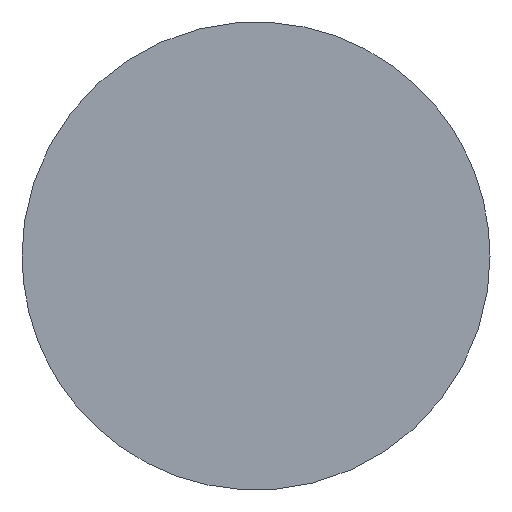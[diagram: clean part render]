
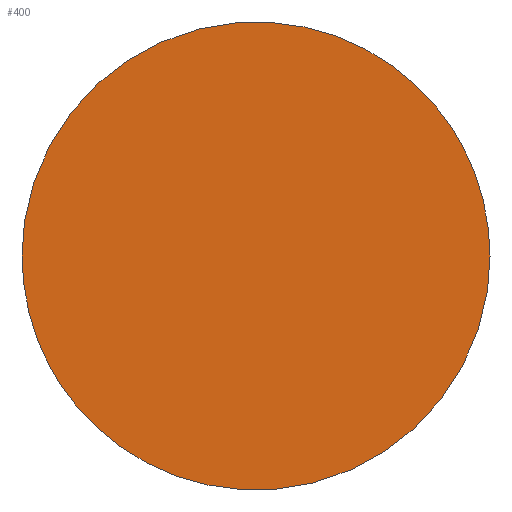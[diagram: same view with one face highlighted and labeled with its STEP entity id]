
A CAD part, top view. The second image highlights one B-rep face of the part: STEP entity #400.
In plain terms, the highlighted planar face has unit normal (0, 0, 1).
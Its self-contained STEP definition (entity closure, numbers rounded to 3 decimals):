
#345 = CARTESIAN_POINT ('', (-25., 0., 35.062));
#346 = VERTEX_POINT ('', #345);
#353 = CARTESIAN_POINT ('', (25., 0., 35.062));
#354 = VERTEX_POINT ('', #353);
#355 = CARTESIAN_POINT ('', (-25., 0., 35.062));
#356 = CARTESIAN_POINT ('', (-25., 50., 35.062));
#357 = CARTESIAN_POINT ('', (25., 50., 35.062));
#358 = CARTESIAN_POINT ('', (25., 0., 35.062));
#359 = (
   BOUNDED_CURVE ()
   B_SPLINE_CURVE (3, (#355, #356, #357, #358), .UNSPECIFIED., .F., .U.)
   B_SPLINE_CURVE_WITH_KNOTS ((4, 4), (0., 1.), .UNSPECIFIED.)
   CURVE ()
   GEOMETRIC_REPRESENTATION_ITEM ()
   RATIONAL_B_SPLINE_CURVE ((1., 0.333, 0.333, 1.))
   REPRESENTATION_ITEM ('')
);
#360 = EDGE_CURVE ('', #346, #354, #359, .T.);
#385 = CARTESIAN_POINT ('', (25., 0., 35.062));
#386 = CARTESIAN_POINT ('', (25., -50., 35.062));
#387 = CARTESIAN_POINT ('', (-25., -50., 35.062));
#388 = CARTESIAN_POINT ('', (-25., 0., 35.062));
#389 = (
   BOUNDED_CURVE ()
   B_SPLINE_CURVE (3, (#385, #386, #387, #388), .UNSPECIFIED., .F., .U.)
   B_SPLINE_CURVE_WITH_KNOTS ((4, 4), (0., 1.), .UNSPECIFIED.)
   CURVE ()
   GEOMETRIC_REPRESENTATION_ITEM ()
   RATIONAL_B_SPLINE_CURVE ((1., 0.333, 0.333, 1.))
   REPRESENTATION_ITEM ('')
);
#390 = EDGE_CURVE ('', #354, #346, #389, .T.);
#391 = ORIENTED_EDGE ('', *, *, #390, .F.);
#392 = ORIENTED_EDGE ('', *, *, #360, .F.);
#393 = EDGE_LOOP ('', (#391, #392));
#394 = FACE_OUTER_BOUND ('', #393, .T.);
#395 = CARTESIAN_POINT ('', (-25.3, 25.3, 35.062));
#396 = DIRECTION ('', (0., 0., 1.));
#397 = DIRECTION ('', (0., -1., 0.));
#398 = AXIS2_PLACEMENT_3D ('', #395, #396, #397);
#399 = PLANE ('', #398);
#400 = ADVANCED_FACE ('', (#394), #399, .T.);
